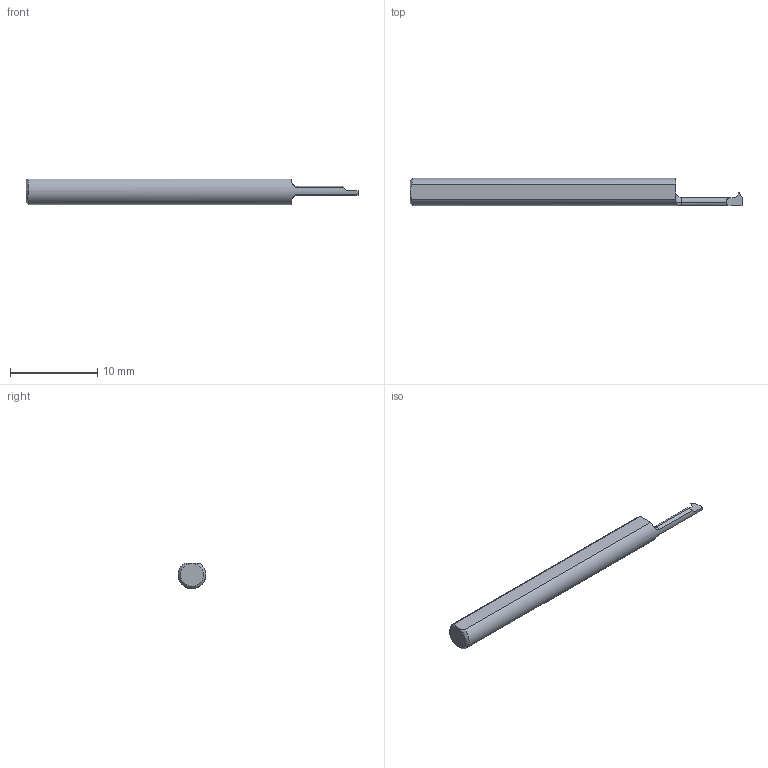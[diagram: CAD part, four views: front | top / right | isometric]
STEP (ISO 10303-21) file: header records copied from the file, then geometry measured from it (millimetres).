
FILE_DESCRIPTION (( 'STEP AP203' ), '1' );
FILE_NAME ('230025-TT060250.STEP', '2025-04-25T23:28:22', ( '' ), ( '' ), 'SwSTEP 2.0', 'SolidWorks 2024', '' );
FILE_SCHEMA (( 'CONFIG_CONTROL_DESIGN' ));
Length unit declared in the file: inch
Products named in the file (1): 230025-TT060250
Bounding box: 38.1 x 3.17 x 2.91 mm (x, y, z)
Volume: 236.7 mm3; surface area: 337.6 mm2
Topology: 1 solids, 1 shells, 25 faces, 61 edges, 38 vertices
Faces by surface type: plane 16, cylinder 4, torus 3, cone 2
Entity records: 822 total; most frequent: CARTESIAN_POINT 170, ORIENTED_EDGE 122, DIRECTION 116, EDGE_CURVE 61, AXIS2_PLACEMENT_3D 40, VERTEX_POINT 38, VECTOR 36, LINE 36
